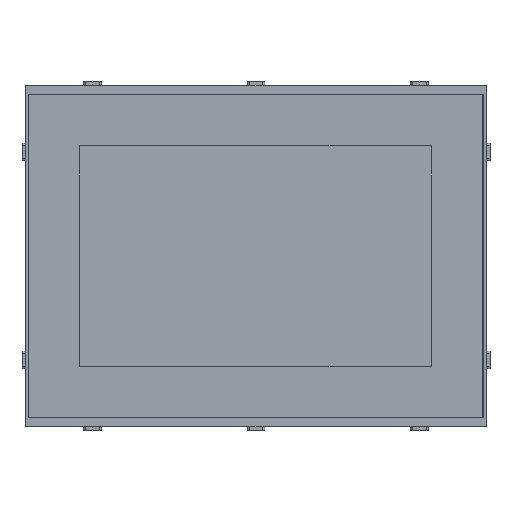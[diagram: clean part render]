
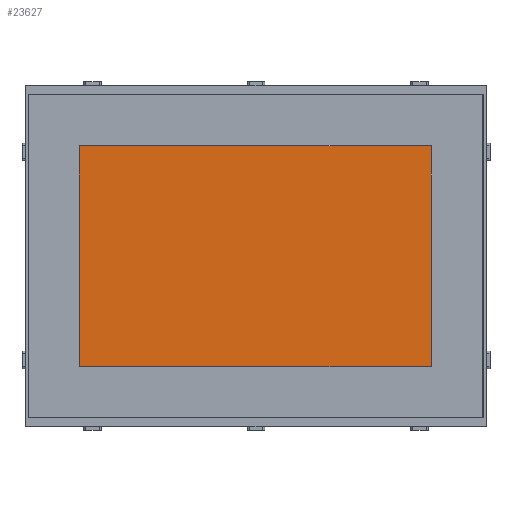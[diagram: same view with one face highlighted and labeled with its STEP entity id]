
A CAD part, top view. The second image highlights one B-rep face of the part: STEP entity #23627.
In plain terms, the highlighted planar face has unit normal (0, 0, 1).
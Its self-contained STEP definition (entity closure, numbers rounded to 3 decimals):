
#1492=PLANE('',#25097);
#2685=FACE_OUTER_BOUND('',#4007,.T.);
#4007=EDGE_LOOP('',(#20506,#20507,#20508,#20509));
#6446=LINE('',#37618,#9037);
#6447=LINE('',#37620,#9038);
#6448=LINE('',#37622,#9039);
#6449=LINE('',#37623,#9040);
#9037=VECTOR('',#29859,164.6);
#9038=VECTOR('',#29860,262.5);
#9039=VECTOR('',#29861,164.6);
#9040=VECTOR('',#29862,262.5);
#11461=VERTEX_POINT('',#37616);
#11462=VERTEX_POINT('',#37617);
#11463=VERTEX_POINT('',#37619);
#11464=VERTEX_POINT('',#37621);
#14499=EDGE_CURVE('',#11461,#11462,#6446,.T.);
#14500=EDGE_CURVE('',#11462,#11463,#6447,.T.);
#14501=EDGE_CURVE('',#11463,#11464,#6448,.T.);
#14502=EDGE_CURVE('',#11464,#11461,#6449,.T.);
#20506=ORIENTED_EDGE('',*,*,#14499,.F.);
#20507=ORIENTED_EDGE('',*,*,#14502,.F.);
#20508=ORIENTED_EDGE('',*,*,#14501,.F.);
#20509=ORIENTED_EDGE('',*,*,#14500,.F.);
#23627=ADVANCED_FACE('',(#2685),#1492,.T.);
#25097=AXIS2_PLACEMENT_3D('',#37655,#29895,#29896);
#29859=DIRECTION('',(0.,-1.,0.));
#29860=DIRECTION('',(-1.,0.,0.));
#29861=DIRECTION('',(0.,1.,0.));
#29862=DIRECTION('',(1.,0.,0.));
#29895=DIRECTION('center_axis',(0.,0.,1.));
#29896=DIRECTION('ref_axis',(1.,0.,0.));
#37616=CARTESIAN_POINT('',(130.75,82.1,5.75));
#37617=CARTESIAN_POINT('',(130.75,-82.5,5.75));
#37618=CARTESIAN_POINT('',(130.75,40.95,5.75));
#37619=CARTESIAN_POINT('',(-131.75,-82.5,5.75));
#37620=CARTESIAN_POINT('',(65.125,-82.5,5.75));
#37621=CARTESIAN_POINT('',(-131.75,82.1,5.75));
#37622=CARTESIAN_POINT('',(-131.75,-41.35,5.75));
#37623=CARTESIAN_POINT('',(-66.125,82.1,5.75));
#37655=CARTESIAN_POINT('Origin',(-0.5,-0.2,
5.75));
